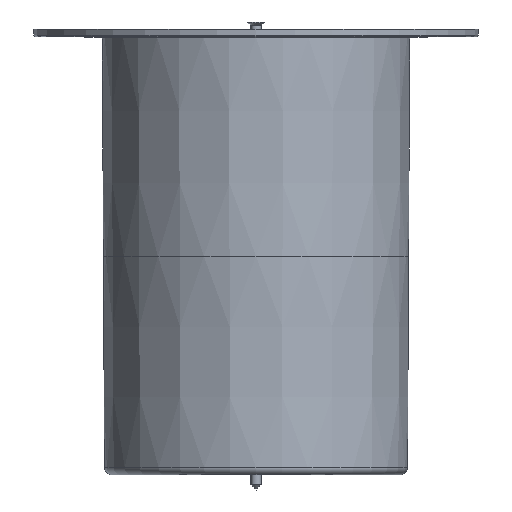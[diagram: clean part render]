
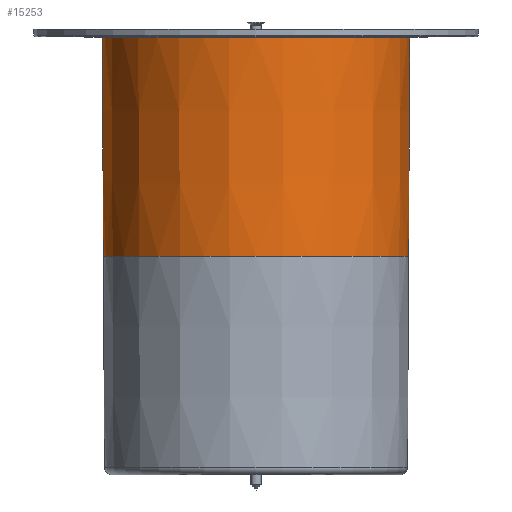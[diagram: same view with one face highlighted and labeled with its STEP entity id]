
A CAD part, left-side view. The second image highlights one B-rep face of the part: STEP entity #15253.
In plain terms, the highlighted conical face has half-angle 0.286 degrees and reference radius 1051.25 mm.
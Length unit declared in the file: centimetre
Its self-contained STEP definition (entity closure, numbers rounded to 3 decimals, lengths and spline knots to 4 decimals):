
#1953=FACE_OUTER_BOUND('',#3018,.T.);
#3018=EDGE_LOOP('',(#10419,#10420,#10421,#10422));
#4083=CIRCLE('',#16357,105.5);
#4084=CIRCLE('',#16358,104.75);
#5043=LINE('',#22710,#5719);
#5719=VECTOR('',#18341,105.125);
#6395=VERTEX_POINT('',#22707);
#6396=VERTEX_POINT('',#22709);
#7853=EDGE_CURVE('',#6395,#6395,#4083,.T.);
#7854=EDGE_CURVE('',#6395,#6396,#5043,.T.);
#7855=EDGE_CURVE('',#6396,#6396,#4084,.T.);
#10419=ORIENTED_EDGE('',*,*,#7853,.F.);
#10420=ORIENTED_EDGE('',*,*,#7854,.T.);
#10421=ORIENTED_EDGE('',*,*,#7855,.F.);
#10422=ORIENTED_EDGE('',*,*,#7854,.F.);
#15144=CONICAL_SURFACE('',#16356,105.125,0.005);
#15253=ADVANCED_FACE('',(#1953),#15144,.T.);
#16356=AXIS2_PLACEMENT_3D('',#22706,#18337,#18338);
#16357=AXIS2_PLACEMENT_3D('',#22708,#18339,#18340);
#16358=AXIS2_PLACEMENT_3D('',#22711,#18342,#18343);
#18337=DIRECTION('center_axis',(0.,0.,
1.));
#18338=DIRECTION('ref_axis',(0.,-1.,0.));
#18339=DIRECTION('center_axis',(0.,0.,
1.));
#18340=DIRECTION('ref_axis',(0.,1.,0.));
#18341=DIRECTION('',(0.,-0.005,-1.));
#18342=DIRECTION('center_axis',(0.,0.,
-1.));
#18343=DIRECTION('ref_axis',(0.,-1.,0.));
#22706=CARTESIAN_POINT('Origin',(0.,0.,
245.0024));
#22707=CARTESIAN_POINT('',(0.,105.5,320.0024));
#22708=CARTESIAN_POINT('Origin',(0.,0.,
320.0024));
#22709=CARTESIAN_POINT('',(0.,104.75,170.0024));
#22710=CARTESIAN_POINT('',(0.,105.125,245.0024));
#22711=CARTESIAN_POINT('Origin',(0.,0.,170.0024));
